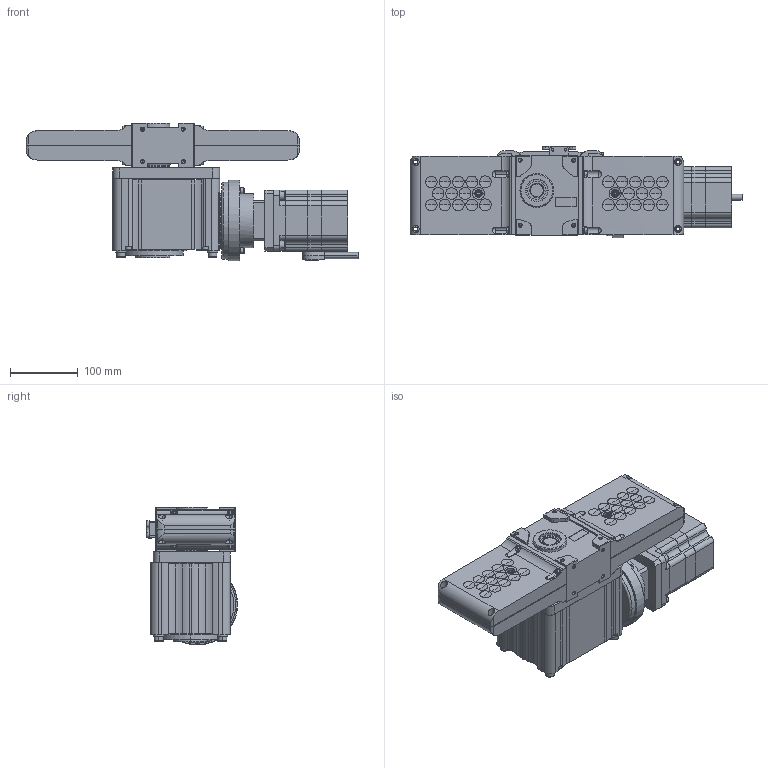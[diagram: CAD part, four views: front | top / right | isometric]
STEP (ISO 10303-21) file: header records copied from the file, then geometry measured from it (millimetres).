
FILE_DESCRIPTION (( 'STEP AP203' ), '1' );
FILE_NAME ('ZCA35K_BLV_500st.STEP', '2025-01-23T07:02:23', ( '' ), ( '' ), 'SwSTEP 2.0', 'SolidWorks 2019', '' );
FILE_SCHEMA (( 'CONFIG_CONTROL_DESIGN' ));
Length unit declared in the file: millimetre
Products named in the file (1): ZCA35K_BLV_500st
Bounding box: 490.04 x 134.5 x 203.5 mm (x, y, z)
Volume: 5602598.2 mm3; surface area: 500825.9 mm2
Topology: 17 solids, 17 shells, 2094 faces, 5101 edges, 3215 vertices
Faces by surface type: plane 906, cylinder 736, cone 262, sphere 120, torus 52, bspline 18
Entity records: 69225 total; most frequent: CARTESIAN_POINT 19267, DIRECTION 10777, ORIENTED_EDGE 10058, EDGE_CURVE 5029, AXIS2_PLACEMENT_3D 3994, VERTEX_POINT 3211, VECTOR 2789, LINE 2789
